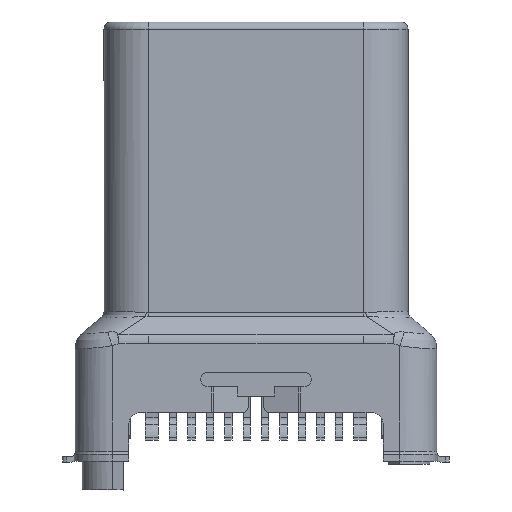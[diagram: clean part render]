
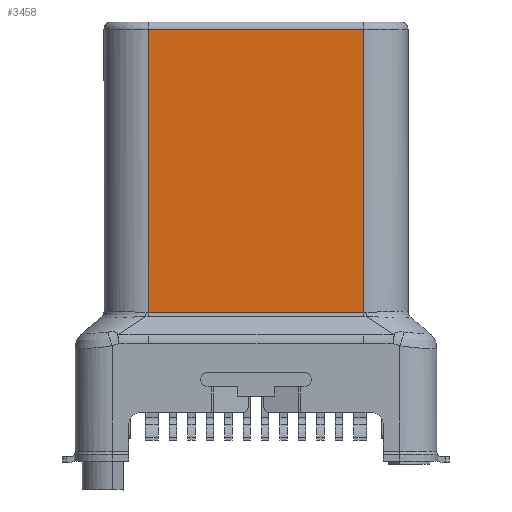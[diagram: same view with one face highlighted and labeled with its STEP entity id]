
A CAD part, front view. The second image highlights one B-rep face of the part: STEP entity #3458.
In plain terms, the highlighted planar face has unit normal (0, -1, 0).
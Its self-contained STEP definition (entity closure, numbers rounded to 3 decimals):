
#683 = CARTESIAN_POINT ( 'NONE',  ( -2.925, -1.2, -16.842 ) ) ;
#772 = EDGE_CURVE ( 'NONE', #21235, #2360, #14507, .T. ) ;
#811 = DIRECTION ( 'NONE',  ( 1., 0., 0. ) ) ;
#1151 = VERTEX_POINT ( 'NONE', #26540 ) ;
#1725 = ORIENTED_EDGE ( 'NONE', *, *, #772, .F. ) ;
#2360 = VERTEX_POINT ( 'NONE', #8182 ) ;
#3458 = ADVANCED_FACE ( 'NONE', ( #17440 ), #24657, .T. ) ;
#5499 = CARTESIAN_POINT ( 'NONE',  ( 2.925, -1.2, -7.896 ) ) ;
#6353 = VERTEX_POINT ( 'NONE', #29705 ) ;
#7588 = DIRECTION ( 'NONE',  ( 0., 0., 1. ) ) ;
#8174 = EDGE_CURVE ( 'NONE', #1151, #6353, #17882, .T. ) ;
#8182 = CARTESIAN_POINT ( 'NONE',  ( -2.925, -1.2, -0.2 ) ) ;
#8532 = ORIENTED_EDGE ( 'NONE', *, *, #15199, .T. ) ;
#9644 = CARTESIAN_POINT ( 'NONE',  ( 2.915, -1.2, -7.896 ) ) ;
#11786 = LINE ( 'NONE', #26211, #16756 ) ;
#11902 = VERTEX_POINT ( 'NONE', #25100 ) ;
#13483 = VECTOR ( 'NONE', #7588, 1000. ) ;
#14037 = ORIENTED_EDGE ( 'NONE', *, *, #20287, .T. ) ;
#14487 = VECTOR ( 'NONE', #27126, 1000. ) ;
#14507 = LINE ( 'NONE', #683, #13483 ) ;
#15075 = DIRECTION ( 'NONE',  ( 1., 0., 0. ) ) ;
#15199 = EDGE_CURVE ( 'NONE', #11902, #1151, #21988, .T. ) ;
#15521 = CARTESIAN_POINT ( 'NONE',  ( 2.925, -1.2, -16.842 ) ) ;
#15918 = ORIENTED_EDGE ( 'NONE', *, *, #8174, .T. ) ;
#16756 = VECTOR ( 'NONE', #30749, 1000. ) ;
#17440 = FACE_OUTER_BOUND ( 'NONE', #27378, .T. ) ;
#17882 = LINE ( 'NONE', #15521, #14487 ) ;
#18067 = ORIENTED_EDGE ( 'NONE', *, *, #30222, .T. ) ;
#20287 = EDGE_CURVE ( 'NONE', #6353, #2360, #11786, .T. ) ;
#21235 = VERTEX_POINT ( 'NONE', #23452 ) ;
#21561 = DIRECTION ( 'NONE',  ( 1., 0., 0. ) ) ;
#21988 = LINE ( 'NONE', #5499, #30988 ) ;
#23452 = CARTESIAN_POINT ( 'NONE',  ( -2.925, -1.2, -7.896 ) ) ;
#24657 = PLANE ( 'NONE',  #27104 ) ;
#25100 = CARTESIAN_POINT ( 'NONE',  ( 2.915, -1.2, -7.896 ) ) ;
#26211 = CARTESIAN_POINT ( 'NONE',  ( -2.925, -1.2, -0.2 ) ) ;
#26540 = CARTESIAN_POINT ( 'NONE',  ( 2.925, -1.2, -7.896 ) ) ;
#27104 = AXIS2_PLACEMENT_3D ( 'NONE', #27312, #29814, #811 ) ;
#27126 = DIRECTION ( 'NONE',  ( 0., 0., 1. ) ) ;
#27312 = CARTESIAN_POINT ( 'NONE',  ( -2.925, -1.2, -16.842 ) ) ;
#27378 = EDGE_LOOP ( 'NONE', ( #14037, #1725, #18067, #8532, #15918 ) ) ;
#28606 = LINE ( 'NONE', #9644, #30183 ) ;
#29705 = CARTESIAN_POINT ( 'NONE',  ( 2.925, -1.2, -0.2 ) ) ;
#29814 = DIRECTION ( 'NONE',  ( 0., -1., 0. ) ) ;
#30183 = VECTOR ( 'NONE', #21561, 1000. ) ;
#30222 = EDGE_CURVE ( 'NONE', #21235, #11902, #28606, .T. ) ;
#30749 = DIRECTION ( 'NONE',  ( -1., 0., 0. ) ) ;
#30988 = VECTOR ( 'NONE', #15075, 1000. ) ;
